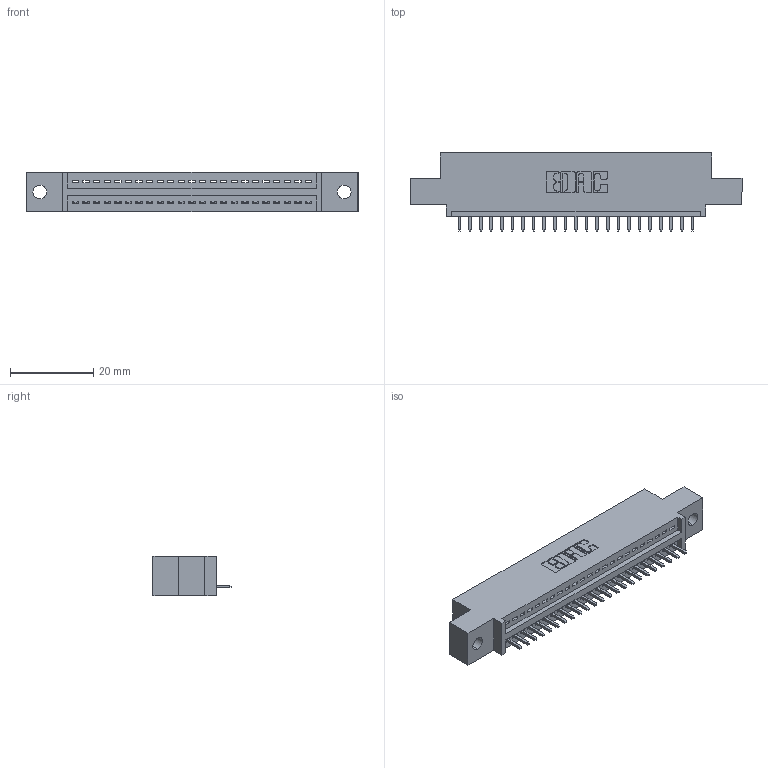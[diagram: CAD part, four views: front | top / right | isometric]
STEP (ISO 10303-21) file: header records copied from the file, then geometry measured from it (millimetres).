
FILE_DESCRIPTION (( 'STEP AP203' ), '1' );
FILE_NAME ('395-023-521-402.STEP', '2019-10-18T04:09:45', ( '' ), ( '' ), 'SwSTEP 2.0', 'SolidWorks 2016', '' );
FILE_SCHEMA (( 'CONFIG_CONTROL_DESIGN' ));
Length unit declared in the file: inch
Products named in the file (3): 345 Part_0.110 Offset - 0.128 Dia; 395-023-521-402; 345-292-001_345-293-121
Assembly tree (24 placements, depth 2):
  395-023-521-402
    345 Part_0.110 Offset - 0.128 Dia
    345-292-001_345-293-121  x23
Bounding box: 79.63 x 18.72 x 9.4 mm (x, y, z)
Volume: 7232.1 mm3; surface area: 8907.1 mm2
Topology: 24 solids, 24 shells, 1464 faces, 4401 edges, 2902 vertices
Faces by surface type: plane 1004, cylinder 460
Entity records: 20021 total; most frequent: CARTESIAN_POINT 3477, ORIENTED_EDGE 3434, DIRECTION 3063, EDGE_CURVE 1717, LINE 1493, VECTOR 1493, VERTEX_POINT 1142, AXIS2_PLACEMENT_3D 785
